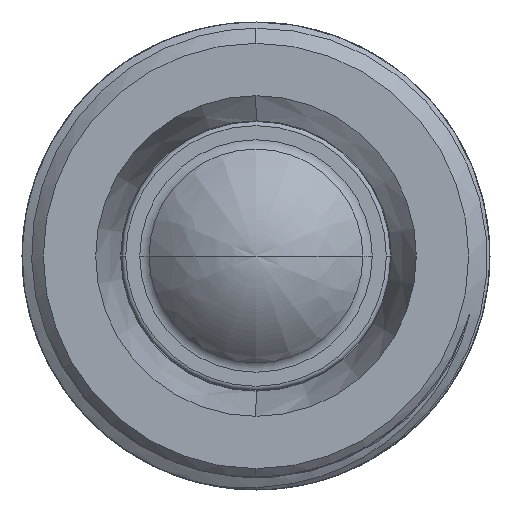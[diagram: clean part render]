
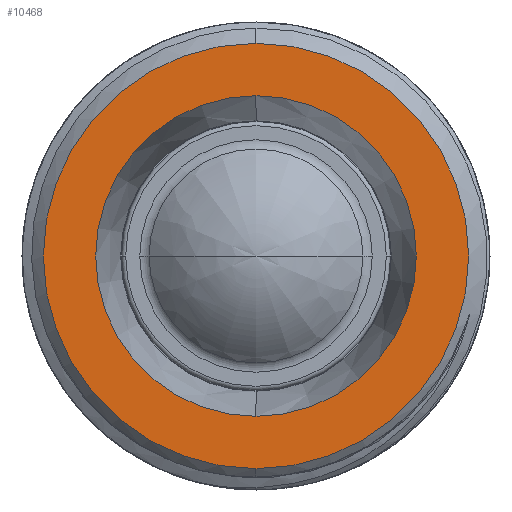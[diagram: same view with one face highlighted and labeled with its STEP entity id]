
A CAD part, left-side view. The second image highlights one B-rep face of the part: STEP entity #10468.
In plain terms, the highlighted planar face has unit normal (-1, 0, 0).
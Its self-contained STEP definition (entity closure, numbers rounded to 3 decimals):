
#96 = FACE_BOUND ( 'NONE', #9699, .T. ) ;
#469 = DIRECTION ( 'NONE',  ( 1., 0., 0. ) ) ;
#531 = ORIENTED_EDGE ( 'NONE', *, *, #2316, .F. ) ;
#869 = ORIENTED_EDGE ( 'NONE', *, *, #9778, .F. ) ;
#944 = DIRECTION ( 'NONE',  ( 1., 0., 0. ) ) ;
#1139 = CARTESIAN_POINT ( 'NONE',  ( -0.882, 0., 0. ) ) ;
#1211 = AXIS2_PLACEMENT_3D ( 'NONE', #16159, #469, #1808 ) ;
#1684 = FACE_OUTER_BOUND ( 'NONE', #9849, .T. ) ;
#1808 = DIRECTION ( 'NONE',  ( 0., 0., 1. ) ) ;
#1810 = DIRECTION ( 'NONE',  ( 0., 0., -1. ) ) ;
#2024 = EDGE_CURVE ( 'NONE', #6916, #5789, #7296, .T. ) ;
#2316 = EDGE_CURVE ( 'NONE', #14451, #5850, #5522, .T. ) ;
#2904 = EDGE_CURVE ( 'NONE', #5789, #6916, #4389, .T. ) ;
#4154 = PLANE ( 'NONE',  #16303 ) ;
#4389 = CIRCLE ( 'NONE', #1211, 3.769 ) ;
#5067 = CARTESIAN_POINT ( 'NONE',  ( -0.882, 0., 5. ) ) ;
#5200 = ORIENTED_EDGE ( 'NONE', *, *, #2024, .T. ) ;
#5359 = DIRECTION ( 'NONE',  ( 0., -1., 0. ) ) ;
#5407 = AXIS2_PLACEMENT_3D ( 'NONE', #13478, #14818, #1810 ) ;
#5522 = CIRCLE ( 'NONE', #11940, 5. ) ;
#5789 = VERTEX_POINT ( 'NONE', #14625 ) ;
#5850 = VERTEX_POINT ( 'NONE', #10770 ) ;
#6916 = VERTEX_POINT ( 'NONE', #11685 ) ;
#7296 = CIRCLE ( 'NONE', #15109, 3.769 ) ;
#7996 = CIRCLE ( 'NONE', #5407, 5. ) ;
#8993 = DIRECTION ( 'NONE',  ( 1., 0., 0. ) ) ;
#9116 = DIRECTION ( 'NONE',  ( 0., 0., 1. ) ) ;
#9699 = EDGE_LOOP ( 'NONE', ( #13011, #5200 ) ) ;
#9707 = CARTESIAN_POINT ( 'NONE',  ( -0.882, 0., 0. ) ) ;
#9778 = EDGE_CURVE ( 'NONE', #5850, #14451, #7996, .T. ) ;
#9849 = EDGE_LOOP ( 'NONE', ( #869, #531 ) ) ;
#10468 = ADVANCED_FACE ( 'NONE', ( #1684, #96 ), #4154, .T. ) ;
#10770 = CARTESIAN_POINT ( 'NONE',  ( -0.882, 0., -5. ) ) ;
#11685 = CARTESIAN_POINT ( 'NONE',  ( -0.882, 0., -3.769 ) ) ;
#11940 = AXIS2_PLACEMENT_3D ( 'NONE', #17684, #8993, #9116 ) ;
#12742 = DIRECTION ( 'NONE',  ( -1., 0., 0. ) ) ;
#13011 = ORIENTED_EDGE ( 'NONE', *, *, #2904, .T. ) ;
#13478 = CARTESIAN_POINT ( 'NONE',  ( -0.882, 0., 0. ) ) ;
#14451 = VERTEX_POINT ( 'NONE', #5067 ) ;
#14625 = CARTESIAN_POINT ( 'NONE',  ( -0.882, 0., 3.769 ) ) ;
#14818 = DIRECTION ( 'NONE',  ( 1., 0., 0. ) ) ;
#15109 = AXIS2_PLACEMENT_3D ( 'NONE', #9707, #944, #15468 ) ;
#15468 = DIRECTION ( 'NONE',  ( 0., 0., -1. ) ) ;
#16159 = CARTESIAN_POINT ( 'NONE',  ( -0.882, 0., 0. ) ) ;
#16303 = AXIS2_PLACEMENT_3D ( 'NONE', #1139, #12742, #5359 ) ;
#17684 = CARTESIAN_POINT ( 'NONE',  ( -0.882, 0., 0. ) ) ;
